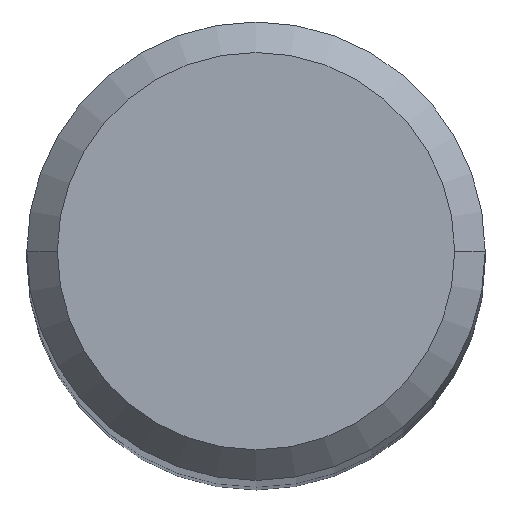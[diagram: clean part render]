
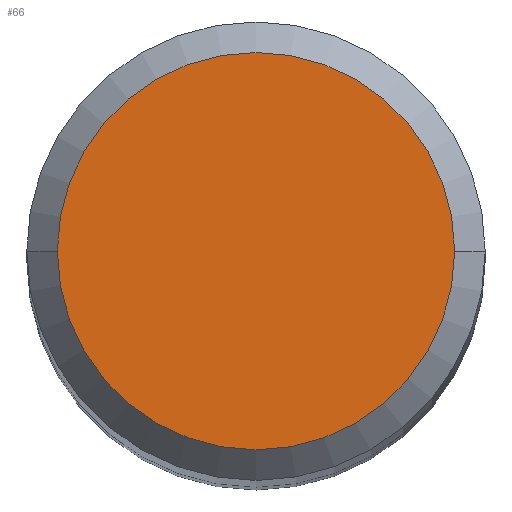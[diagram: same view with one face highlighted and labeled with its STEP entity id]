
A CAD part, top view. The second image highlights one B-rep face of the part: STEP entity #66.
In plain terms, the highlighted planar face has unit normal (0, 0, 1).
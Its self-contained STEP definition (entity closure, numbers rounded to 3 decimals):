
#66=ADVANCED_FACE('',(#84),#85,.T.);
#84=FACE_OUTER_BOUND('',#108,.T.);
#85=PLANE('',#109);
#108=EDGE_LOOP('',(#152,#153));
#109=AXIS2_PLACEMENT_3D('',#154,#155,#156);
#152=ORIENTED_EDGE('',*,*,#201,.F.);
#153=ORIENTED_EDGE('',*,*,#202,.F.);
#154=CARTESIAN_POINT('',(0.0,0.0,0.0));
#155=DIRECTION('',(0.0,0.0,1.0));
#156=DIRECTION('',(-1.0,0.0,0.0));
#201=EDGE_CURVE('',#224,#222,#226,.T.);
#202=EDGE_CURVE('',#222,#224,#227,.T.);
#222=VERTEX_POINT('',#253);
#224=VERTEX_POINT('',#256);
#226=CIRCLE('',#259,2.6);
#227=CIRCLE('',#260,2.6);
#253=CARTESIAN_POINT('',(-2.6,0.,0.0));
#256=CARTESIAN_POINT('',(2.6,0.,0.0));
#259=AXIS2_PLACEMENT_3D('',#288,#289,#290);
#260=AXIS2_PLACEMENT_3D('',#291,#292,#293);
#288=CARTESIAN_POINT('',(0.0,0.0,0.0));
#289=DIRECTION('',(0.0,0.0,-1.0));
#290=DIRECTION('',(-1.0,0.0,0.0));
#291=CARTESIAN_POINT('',(0.0,0.0,0.0));
#292=DIRECTION('',(0.0,0.0,-1.0));
#293=DIRECTION('',(-1.0,0.0,0.0));
